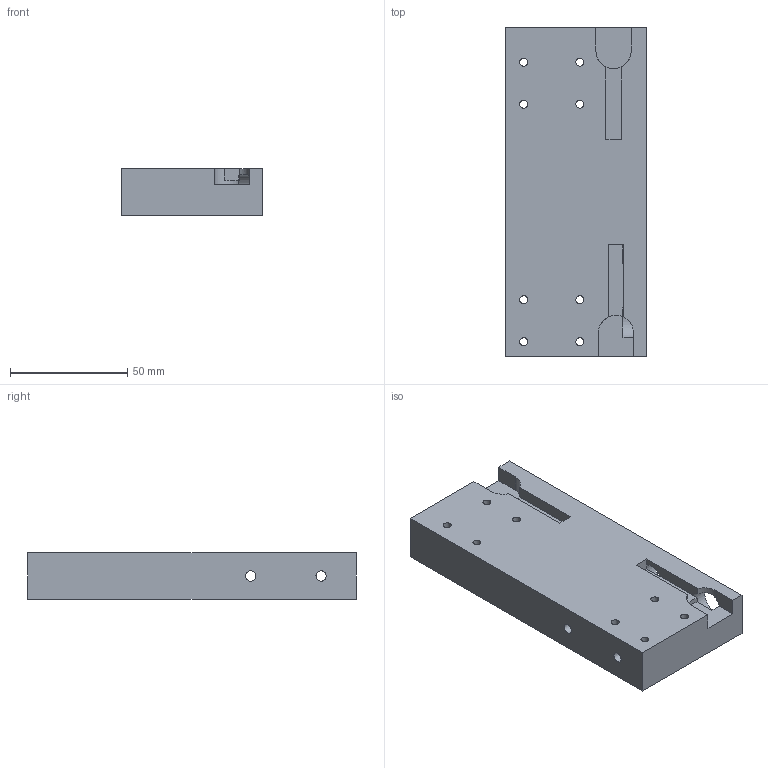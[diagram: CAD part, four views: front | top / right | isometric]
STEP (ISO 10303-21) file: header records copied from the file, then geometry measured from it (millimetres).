
FILE_DESCRIPTION(/* description */ (''),/* implementation_level */ '2;1');
FILE_NAME(/* name */ 'seitenteil links v17.step',/* time_stamp */ '2020-04-11T11:22:42+02:00',/* author */ (''),/* organization */ (''),/* preprocessor_version */ 'ST-DEVELOPER v18',/* originating_system */ 'Autodesk Translation Framework v8.12.0.6',/* authorisation */ '');
FILE_SCHEMA (('AUTOMOTIVE_DESIGN { 1 0 10303 214 3 1 1 }'));
Length unit declared in the file: millimetre
Products named in the file (1): seitenteil links
Bounding box: 60 x 140 x 20 mm (x, y, z)
Volume: 150768 mm3; surface area: 32147.9 mm2
Topology: 1 solids, 1 shells, 51 faces, 143 edges, 96 vertices
Faces by surface type: plane 30, cylinder 21
Full cylindrical faces by diameter (mm): 3.4 x8, 4.4 x2, 8.3 x2, 15 x2
Entity records: 1754 total; most frequent: CARTESIAN_POINT 302, DIRECTION 297, ORIENTED_EDGE 286, EDGE_CURVE 143, AXIS2_PLACEMENT_3D 103, VERTEX_POINT 96, LINE 91, VECTOR 91
